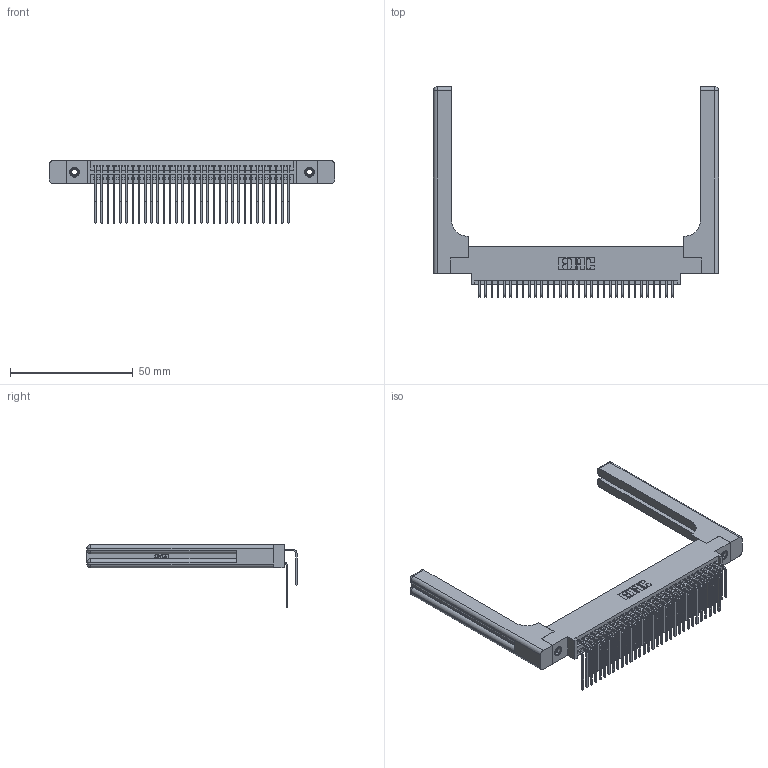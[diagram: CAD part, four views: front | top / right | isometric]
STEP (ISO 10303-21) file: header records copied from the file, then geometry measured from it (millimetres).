
FILE_DESCRIPTION (( 'STEP AP203' ), '1' );
FILE_NAME ('345-064-559-858.STEP', '2019-10-30T15:32:42', ( '' ), ( '' ), 'SwSTEP 2.0', 'SolidWorks 2016', '' );
FILE_SCHEMA (( 'CONFIG_CONTROL_DESIGN' ));
Length unit declared in the file: inch
Products named in the file (6): 345-292-001_558 559 Tail - 1; 345-292-001_559 Tail - 2; 345-064-559-858; 345-220-058_345-220-058; 345-250-001_345-250-001-102; 345 Part_0.170 Offset - 0.156 Dia-TH
Assembly tree (69 placements, depth 2):
  345-064-559-858
    345 Part_0.170 Offset - 0.156 Dia-TH
    345-292-001_558 559 Tail - 1  x32
    345-292-001_559 Tail - 2  x32
    345-250-001_345-250-001-102  x2
    345-220-058_345-220-058  x2
Bounding box: 116.31 x 85.84 x 25.53 mm (x, y, z)
Volume: 19936.2 mm3; surface area: 23686.2 mm2
Topology: 69 solids, 69 shells, 3714 faces, 10939 edges, 7186 vertices
Faces by surface type: plane 2472, cylinder 1182, bspline 36, cone 12, sphere 8, torus 4
Entity records: 33420 total; most frequent: CARTESIAN_POINT 6652, ORIENTED_EDGE 5332, DIRECTION 4782, EDGE_CURVE 2666, VECTOR 2274, LINE 2274, VERTEX_POINT 1766, AXIS2_PLACEMENT_3D 1254
